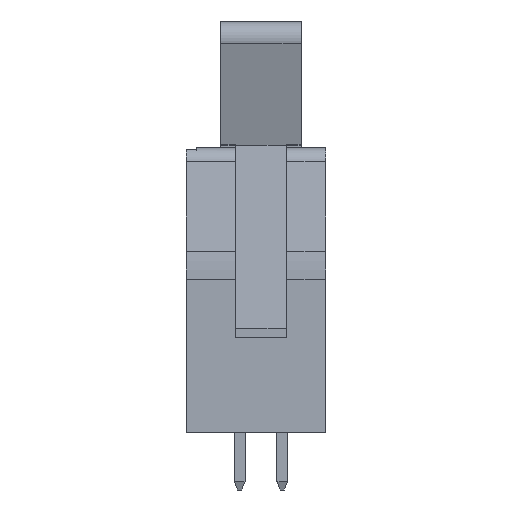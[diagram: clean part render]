
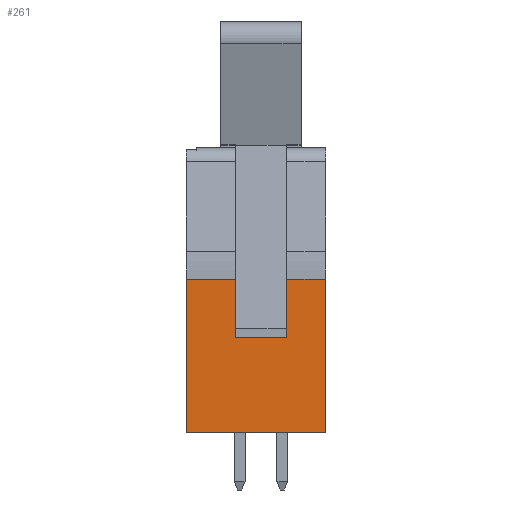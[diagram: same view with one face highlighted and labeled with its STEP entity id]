
A CAD part, left-side view. The second image highlights one B-rep face of the part: STEP entity #261.
In plain terms, the highlighted planar face has unit normal (-1, 0, 0).
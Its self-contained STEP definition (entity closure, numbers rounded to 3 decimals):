
#261=ADVANCED_FACE('',(#792),#793,.T.);
#792=FACE_OUTER_BOUND('',#1703,.T.);
#793=PLANE('',#1704);
#1703=EDGE_LOOP('',(#3246,#3247,#3248,#3249,#3250,#3251,#3252,#3253));
#1704=AXIS2_PLACEMENT_3D('',#3254,#3255,#3256);
#3246=ORIENTED_EDGE('',*,*,#6533,.T.);
#3247=ORIENTED_EDGE('',*,*,#6459,.T.);
#3248=ORIENTED_EDGE('',*,*,#6485,.F.);
#3249=ORIENTED_EDGE('',*,*,#6403,.F.);
#3250=ORIENTED_EDGE('',*,*,#6195,.T.);
#3251=ORIENTED_EDGE('',*,*,#6534,.T.);
#3252=ORIENTED_EDGE('',*,*,#6535,.F.);
#3253=ORIENTED_EDGE('',*,*,#6536,.F.);
#3254=CARTESIAN_POINT('',(-16.1,-4.15,-5.0));
#3255=DIRECTION('',(-1.0,0.0,0.0));
#3256=DIRECTION('',(0.0,0.0,1.0));
#6195=EDGE_CURVE('',#7465,#7463,#7466,.T.);
#6403=EDGE_CURVE('',#7465,#7843,#7844,.T.);
#6459=EDGE_CURVE('',#7931,#7933,#7935,.T.);
#6485=EDGE_CURVE('',#7843,#7933,#7974,.T.);
#6533=EDGE_CURVE('',#8048,#7931,#8049,.T.);
#6534=EDGE_CURVE('',#7463,#8050,#8051,.T.);
#6535=EDGE_CURVE('',#8052,#8050,#8053,.T.);
#6536=EDGE_CURVE('',#8048,#8052,#8054,.T.);
#7463=VERTEX_POINT('',#9443);
#7465=VERTEX_POINT('',#9445);
#7466=LINE('',#9446,#9447);
#7843=VERTEX_POINT('',#10010);
#7844=LINE('',#10011,#10012);
#7931=VERTEX_POINT('',#10144);
#7933=VERTEX_POINT('',#10146);
#7935=LINE('',#10148,#10149);
#7974=LINE('',#10209,#10210);
#8048=VERTEX_POINT('',#10324);
#8049=LINE('',#10325,#10326);
#8050=VERTEX_POINT('',#10327);
#8051=LINE('',#10328,#10329);
#8052=VERTEX_POINT('',#10330);
#8053=LINE('',#10331,#10332);
#8054=LINE('',#10333,#10334);
#9443=CARTESIAN_POINT('',(-16.1,-4.15,4.149));
#9445=CARTESIAN_POINT('',(-16.1,-4.15,-5.0));
#9446=CARTESIAN_POINT('',(-16.1,-4.15,-5.0));
#9447=VECTOR('',#12329,1000.0);
#10010=CARTESIAN_POINT('',(-16.1,4.15,-5.0));
#10011=CARTESIAN_POINT('',(-16.1,-4.15,-5.0));
#10012=VECTOR('',#12579,1000.0);
#10144=CARTESIAN_POINT('',(-16.1,1.225,4.149));
#10146=CARTESIAN_POINT('',(-16.1,4.15,4.149));
#10148=CARTESIAN_POINT('',(-16.1,-4.15,4.149));
#10149=VECTOR('',#12655,1000.0);
#10209=CARTESIAN_POINT('',(-16.1,4.15,-5.0));
#10210=VECTOR('',#12689,1000.0);
#10324=CARTESIAN_POINT('',(-16.1,1.225,0.7));
#10325=CARTESIAN_POINT('',(-16.1,1.225,0.7));
#10326=VECTOR('',#12751,1000.0);
#10327=CARTESIAN_POINT('',(-16.1,-1.825,4.149));
#10328=CARTESIAN_POINT('',(-16.1,-4.15,4.149));
#10329=VECTOR('',#12752,1000.0);
#10330=CARTESIAN_POINT('',(-16.1,-1.825,0.7));
#10331=CARTESIAN_POINT('',(-16.1,-1.825,0.7));
#10332=VECTOR('',#12753,1000.0);
#10333=CARTESIAN_POINT('',(-16.1,1.225,0.7));
#10334=VECTOR('',#12754,1000.0);
#12329=DIRECTION('',(0.0,0.0,1.0));
#12579=DIRECTION('',(0.0,1.0,0.0));
#12655=DIRECTION('',(0.0,1.0,0.0));
#12689=DIRECTION('',(0.0,0.0,1.0));
#12751=DIRECTION('',(0.,0.0,1.0));
#12752=DIRECTION('',(0.0,1.0,0.0));
#12753=DIRECTION('',(0.,0.0,1.0));
#12754=DIRECTION('',(0.0,-1.0,0.0));
